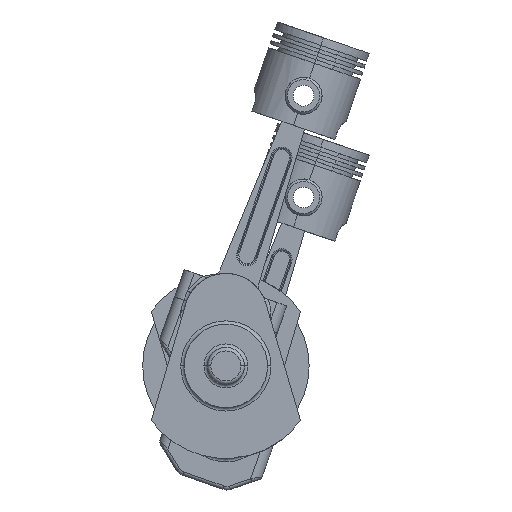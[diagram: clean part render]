
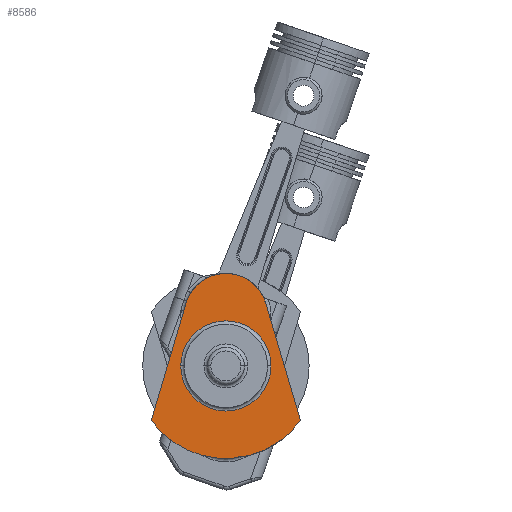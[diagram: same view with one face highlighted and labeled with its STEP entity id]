
A CAD part, left-side view. The second image highlights one B-rep face of the part: STEP entity #8586.
In plain terms, the highlighted planar face has unit normal (-1, 0, 0).
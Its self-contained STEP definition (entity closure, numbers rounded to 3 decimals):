
#7418=CARTESIAN_POINT('Line Origine',(-217.,-49.544,3.497)) ;
#7422=CARTESIAN_POINT('Vertex',(-217.,-34.518,54.225)) ;
#7424=CARTESIAN_POINT('Vertex',(-217.,-64.57,-47.231)) ;
#7458=CARTESIAN_POINT('Axis2P3D Location',(-217.,0.,44.)) ;
#7462=CARTESIAN_POINT('Vertex',(-217.,34.518,54.225)) ;
#7489=CARTESIAN_POINT('Line Origine',(-217.,49.544,3.497)) ;
#7493=CARTESIAN_POINT('Vertex',(-217.,64.57,-47.231)) ;
#8552=CARTESIAN_POINT('Axis2P3D Location',(-217.,0.,0.)) ;
#8557=CARTESIAN_POINT('Axis2P3D Location',(-217.,0.,0.)) ;
#8568=CARTESIAN_POINT('Axis2P3D Location',(-217.,0.,0.)) ;
#8572=CARTESIAN_POINT('Vertex',(-217.,39.,0.)) ;
#8574=CARTESIAN_POINT('Vertex',(-217.,-39.,0.)) ;
#8577=CARTESIAN_POINT('Axis2P3D Location',(-217.,0.,0.)) ;
#7419=DIRECTION('Vector Direction',(0.,0.284,0.959)) ;
#7459=DIRECTION('Axis2P3D Direction',(1.,0.,0.)) ;
#7490=DIRECTION('Vector Direction',(0.,-0.284,0.959)) ;
#8553=DIRECTION('Axis2P3D Direction',(1.,0.,0.)) ;
#8554=DIRECTION('Axis2P3D XDirection',(0.,1.,0.)) ;
#8558=DIRECTION('Axis2P3D Direction',(1.,0.,0.)) ;
#8569=DIRECTION('Axis2P3D Direction',(1.,0.,0.)) ;
#8578=DIRECTION('Axis2P3D Direction',(1.,0.,0.)) ;
#7460=AXIS2_PLACEMENT_3D('Circle Axis2P3D',#7458,#7459,$) ;
#8555=AXIS2_PLACEMENT_3D('Plane Axis2P3D',#8552,#8553,#8554) ;
#8559=AXIS2_PLACEMENT_3D('Circle Axis2P3D',#8557,#8558,$) ;
#8570=AXIS2_PLACEMENT_3D('Circle Axis2P3D',#8568,#8569,$) ;
#8579=AXIS2_PLACEMENT_3D('Circle Axis2P3D',#8577,#8578,$) ;
#8563=ORIENTED_EDGE('',*,*,#7426,.F.) ;
#8564=ORIENTED_EDGE('',*,*,#7464,.F.) ;
#8565=ORIENTED_EDGE('',*,*,#7495,.F.) ;
#8566=ORIENTED_EDGE('',*,*,#8561,.F.) ;
#8583=ORIENTED_EDGE('',*,*,#8576,.F.) ;
#8584=ORIENTED_EDGE('',*,*,#8581,.F.) ;
#8585=FACE_BOUND('',#8582,.T.) ;
#7420=VECTOR('Line Direction',#7419,1.) ;
#7491=VECTOR('Line Direction',#7490,1.) ;
#8586=ADVANCED_FACE('PartBody',(#8567,#8585),#8556,.F.) ;
#7461=CIRCLE('generated circle',#7460,36.) ;
#8560=CIRCLE('generated circle',#8559,80.) ;
#8571=CIRCLE('generated circle',#8570,39.) ;
#8580=CIRCLE('generated circle',#8579,39.) ;
#7426=EDGE_CURVE('',#7423,#7425,#7421,.F.) ;
#7464=EDGE_CURVE('',#7463,#7423,#7461,.T.) ;
#7495=EDGE_CURVE('',#7494,#7463,#7492,.T.) ;
#8561=EDGE_CURVE('',#7425,#7494,#8560,.T.) ;
#8576=EDGE_CURVE('',#8573,#8575,#8571,.F.) ;
#8581=EDGE_CURVE('',#8575,#8573,#8580,.F.) ;
#8562=EDGE_LOOP('',(#8563,#8564,#8565,#8566)) ;
#8582=EDGE_LOOP('',(#8583,#8584)) ;
#8567=FACE_OUTER_BOUND('',#8562,.T.) ;
#7421=LINE('Line',#7418,#7420) ;
#7492=LINE('Line',#7489,#7491) ;
#8556=PLANE('',#8555) ;
#7423=VERTEX_POINT('',#7422) ;
#7425=VERTEX_POINT('',#7424) ;
#7463=VERTEX_POINT('',#7462) ;
#7494=VERTEX_POINT('',#7493) ;
#8573=VERTEX_POINT('',#8572) ;
#8575=VERTEX_POINT('',#8574) ;
